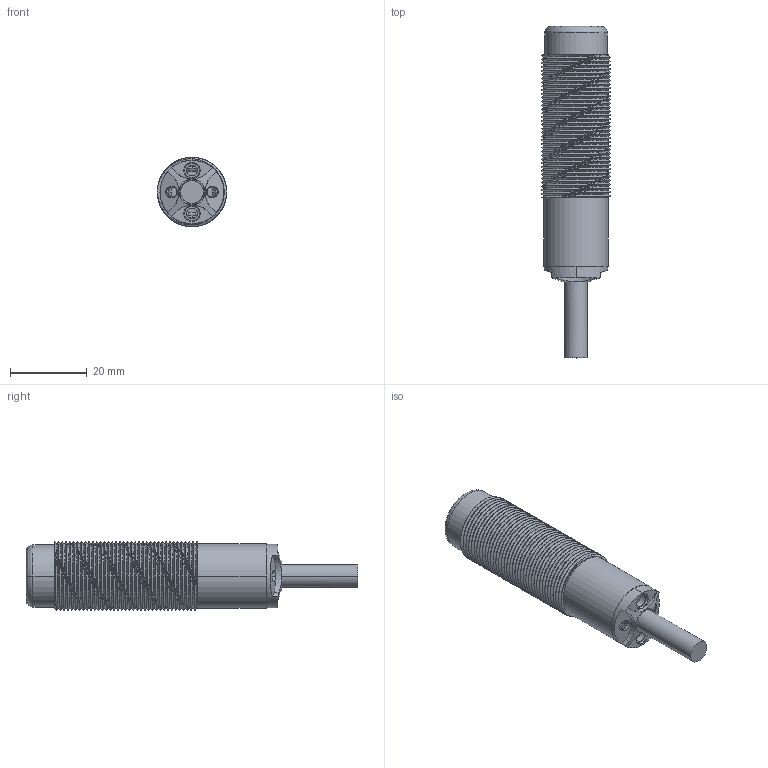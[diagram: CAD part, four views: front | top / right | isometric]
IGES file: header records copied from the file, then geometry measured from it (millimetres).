
Start section:  PTC IGES file: 154437.igs
Global section: file name: 154437.igs; native system: Pro/ENGINEER by Parametric Technology Corporation; preprocessor: 2009141; author: banengservice; organization: Unknown; date: 20101103.093750; units: inch
Bounding box: 18 x 86.24 x 18 mm (x, y, z)
Volume: 6109.2 mm3; surface area: 11187.4 mm2
Topology: 1 solids, 3 shells, 257 faces, 668 edges, 425 vertices
Faces by surface type: revolution 192, bspline 65
